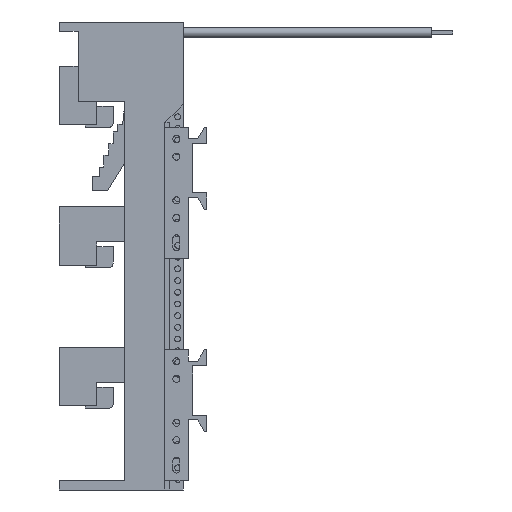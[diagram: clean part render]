
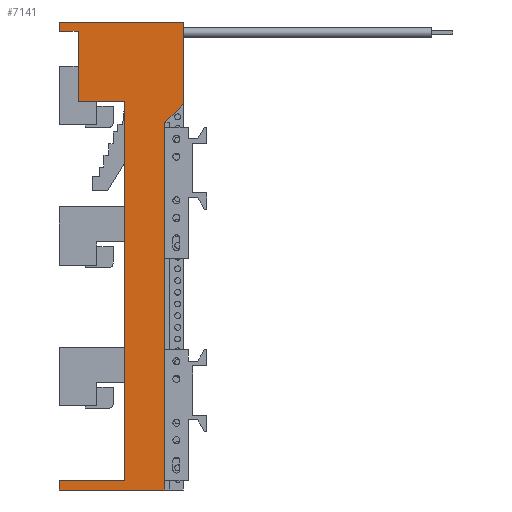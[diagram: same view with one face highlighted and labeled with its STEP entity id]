
A CAD part, left-side view. The second image highlights one B-rep face of the part: STEP entity #7141.
In plain terms, the highlighted face is planar.
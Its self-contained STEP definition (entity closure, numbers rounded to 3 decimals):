
#286=LINE('',#14614,#749);
#304=LINE('',#14782,#767);
#319=LINE('',#14810,#782);
#320=LINE('',#14812,#783);
#321=LINE('',#14813,#784);
#322=LINE('',#14815,#785);
#323=LINE('',#14817,#786);
#324=LINE('',#14819,#787);
#325=LINE('',#14821,#788);
#326=LINE('',#14823,#789);
#327=LINE('',#14825,#790);
#328=LINE('',#14827,#791);
#749=VECTOR('',#11847,1000.);
#767=VECTOR('',#12003,1000.);
#782=VECTOR('',#12022,1000.);
#783=VECTOR('',#12023,1000.);
#784=VECTOR('',#12024,1000.);
#785=VECTOR('',#12025,1000.);
#786=VECTOR('',#12026,1000.);
#787=VECTOR('',#12027,1000.);
#788=VECTOR('',#12028,1000.);
#789=VECTOR('',#12029,1000.);
#790=VECTOR('',#12030,1000.);
#791=VECTOR('',#12031,1000.);
#1301=PLANE('',#10455);
#2471=ORIENTED_EDGE('',*,*,#3881,.T.);
#2472=ORIENTED_EDGE('',*,*,#3882,.T.);
#2473=ORIENTED_EDGE('',*,*,#3866,.T.);
#2474=ORIENTED_EDGE('',*,*,#3883,.T.);
#2475=ORIENTED_EDGE('',*,*,#3884,.T.);
#2476=ORIENTED_EDGE('',*,*,#3885,.T.);
#2477=ORIENTED_EDGE('',*,*,#3886,.T.);
#2478=ORIENTED_EDGE('',*,*,#3887,.T.);
#2479=ORIENTED_EDGE('',*,*,#3888,.T.);
#2480=ORIENTED_EDGE('',*,*,#3889,.T.);
#2481=ORIENTED_EDGE('',*,*,#3890,.T.);
#2482=ORIENTED_EDGE('',*,*,#3782,.T.);
#3782=EDGE_CURVE('',#4544,#4543,#286,.T.);
#3866=EDGE_CURVE('',#4625,#4624,#304,.T.);
#3881=EDGE_CURVE('',#4543,#4636,#319,.T.);
#3882=EDGE_CURVE('',#4636,#4625,#320,.T.);
#3883=EDGE_CURVE('',#4624,#4637,#321,.T.);
#3884=EDGE_CURVE('',#4637,#4638,#322,.T.);
#3885=EDGE_CURVE('',#4638,#4639,#323,.T.);
#3886=EDGE_CURVE('',#4639,#4640,#324,.T.);
#3887=EDGE_CURVE('',#4640,#4641,#325,.T.);
#3888=EDGE_CURVE('',#4641,#4642,#326,.T.);
#3889=EDGE_CURVE('',#4642,#4643,#327,.T.);
#3890=EDGE_CURVE('',#4643,#4544,#328,.T.);
#4543=VERTEX_POINT('',#14613);
#4544=VERTEX_POINT('',#14615);
#4624=VERTEX_POINT('',#14781);
#4625=VERTEX_POINT('',#14783);
#4636=VERTEX_POINT('',#14811);
#4637=VERTEX_POINT('',#14814);
#4638=VERTEX_POINT('',#14816);
#4639=VERTEX_POINT('',#14818);
#4640=VERTEX_POINT('',#14820);
#4641=VERTEX_POINT('',#14822);
#4642=VERTEX_POINT('',#14824);
#4643=VERTEX_POINT('',#14826);
#5687=EDGE_LOOP('',(#2471,#2472,#2473,#2474,#2475,#2476,#2477,#2478,#2479,
#2480,#2481,#2482));
#6547=FACE_BOUND('',#5687,.T.);
#7141=ADVANCED_FACE('',(#6547),#1301,.T.);
#10455=AXIS2_PLACEMENT_3D('',#14809,#12020,#12021);
#11847=DIRECTION('',(1.,0.,0.));
#12003=DIRECTION('',(0.,1.,0.));
#12020=DIRECTION('',(0.,0.,1.));
#12021=DIRECTION('',(1.,0.,0.));
#12022=DIRECTION('',(0.,1.,0.));
#12023=DIRECTION('',(0.707,0.707,0.));
#12024=DIRECTION('',(-1.,0.,0.));
#12025=DIRECTION('',(0.,-1.,0.));
#12026=DIRECTION('',(1.,0.,0.));
#12027=DIRECTION('',(0.,-1.,0.));
#12028=DIRECTION('',(1.,0.,0.));
#12029=DIRECTION('',(0.,-1.,0.));
#12030=DIRECTION('',(-1.,0.,0.));
#12031=DIRECTION('',(0.,-1.,0.));
#14613=CARTESIAN_POINT('',(-8.,0.,22.5));
#14614=CARTESIAN_POINT('',(-53.,0.,22.5));
#14615=CARTESIAN_POINT('',(-53.,0.,22.5));
#14781=CARTESIAN_POINT('',(0.,200.,22.5));
#14782=CARTESIAN_POINT('',(0.,0.,22.5));
#14783=CARTESIAN_POINT('',(0.,165.,22.5));
#14809=CARTESIAN_POINT('',(0.,0.,22.5));
#14810=CARTESIAN_POINT('',(-8.,0.,22.5));
#14811=CARTESIAN_POINT('',(-8.,157.,22.5));
#14812=CARTESIAN_POINT('',(-82.5,82.5,22.5));
#14813=CARTESIAN_POINT('',(0.,200.,22.5));
#14814=CARTESIAN_POINT('',(-53.,200.,22.5));
#14815=CARTESIAN_POINT('',(-53.,200.,22.5));
#14816=CARTESIAN_POINT('',(-53.,196.,22.5));
#14817=CARTESIAN_POINT('',(-53.,196.,22.5));
#14818=CARTESIAN_POINT('',(-45.,196.,22.5));
#14819=CARTESIAN_POINT('',(-45.,196.,22.5));
#14820=CARTESIAN_POINT('',(-45.,166.,22.5));
#14821=CARTESIAN_POINT('',(-45.,166.,22.5));
#14822=CARTESIAN_POINT('',(-25.,166.,22.5));
#14823=CARTESIAN_POINT('',(-25.,166.,22.5));
#14824=CARTESIAN_POINT('',(-25.,4.,22.5));
#14825=CARTESIAN_POINT('',(-25.,4.,22.5));
#14826=CARTESIAN_POINT('',(-53.,4.,22.5));
#14827=CARTESIAN_POINT('',(-53.,4.,22.5));
